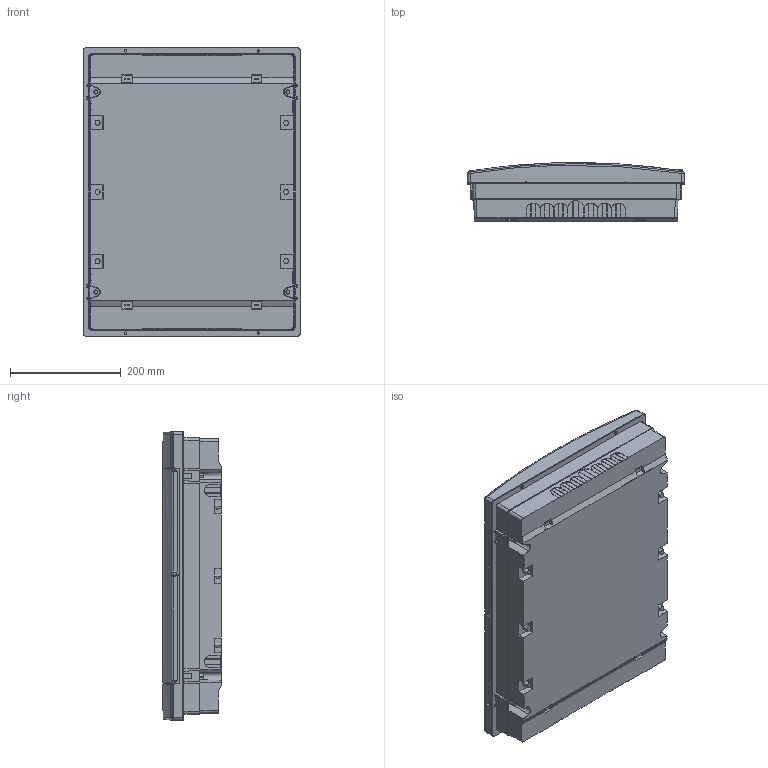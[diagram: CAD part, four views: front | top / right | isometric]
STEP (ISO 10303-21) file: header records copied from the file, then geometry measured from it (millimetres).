
FILE_DESCRIPTION((''),'2;1');
FILE_NAME('ASM0001_ASM','2024-08-12T14:20:40',('klemen.sitar'),('Audax d.o.o.'),'CREO PARAMETRIC BY PTC INC, 2021304','CREO PARAMETRIC BY PTC INC, 2021304','');
FILE_SCHEMA(('AP242_MANAGED_MODEL_BASED_3D_ENGINEERING_MIM_LF { 1 0 10303 442 1 1 4 }'));
Products named in the file (14): FRONT_ECM_3X18; SCREW_M4X16; ETI_LOGO_1; ETI_LOGO_2; ETI_LOGO_3; ETI_LOGO_ASM; ECM_3X18_PO_MEDIA_EMPTY_ASM; 001101316_3DFILE_ASM; KUCISTE_U3X18C_1; VRATA__U3X18C__1; U3X18C_1_ASM_1_ASM; U3X18C_ASM_1_ASM; ECM_3X18_PO_ASM; ASM0001_ASM
Assembly tree (16 placements, depth 5):
  ASM0001_ASM
    001101316_3DFILE_ASM
      ECM_3X18_PO_MEDIA_EMPTY_ASM
        FRONT_ECM_3X18
        SCREW_M4X16  x4
        ETI_LOGO_ASM
          ETI_LOGO_1
          ETI_LOGO_2
          ETI_LOGO_3
    ECM_3X18_PO_ASM
      U3X18C_ASM_1_ASM
        U3X18C_1_ASM_1_ASM
          KUCISTE_U3X18C_1
          VRATA__U3X18C__1
Bounding box: 392.64 x 105.8 x 521.96 mm (x, y, z)
Volume: 1375117.8 mm3; surface area: 1325355.8 mm2
Topology: 10 solids, 10 shells, 2569 faces, 7382 edges, 4891 vertices
Faces by surface type: plane 1695, cylinder 655, cone 167, torus 38, sphere 8, bspline 4, extrusion 2
Entity records: 122728 total; most frequent: CARTESIAN_POINT 16905, ORIENTED_EDGE 14236, DIRECTION 13429, PRESENTATION_STYLE_ASSIGNMENT 9585, STYLED_ITEM 9585, CURVE_STYLE 7120, EDGE_CURVE 7118, VECTOR 4939
